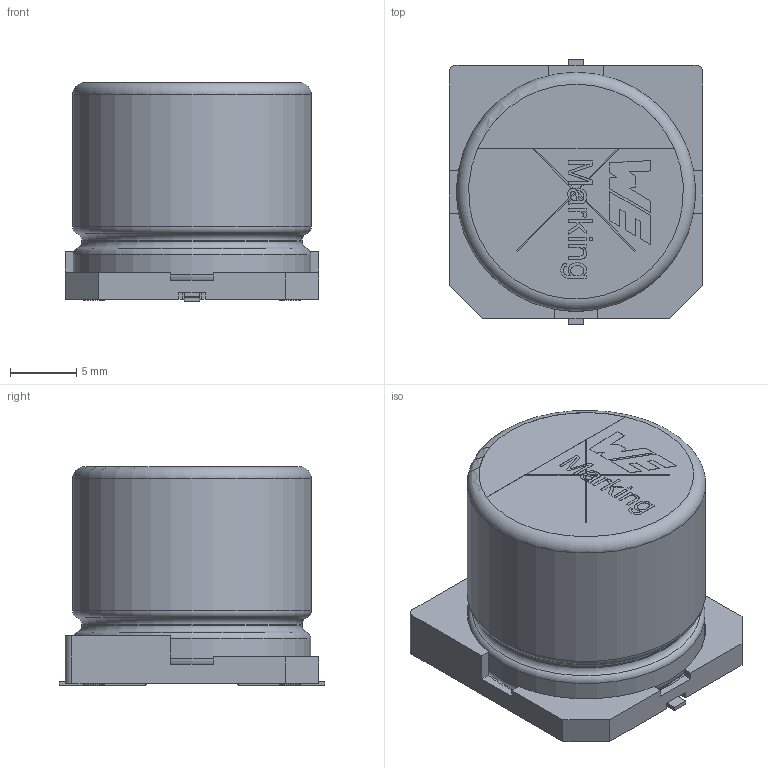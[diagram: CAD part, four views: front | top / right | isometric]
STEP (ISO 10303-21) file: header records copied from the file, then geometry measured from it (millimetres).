
FILE_DESCRIPTION(/* description */ ('Unknown'),/* implementation_level */ '2;1');
FILE_NAME(/* name */ '18x16.5x6.6',/* time_stamp */ '2021-06-24T16:11:47+02:00',/* author */ ('Unknown'),/* organization */ ('Unknown'),/* preprocessor_version */ 'ST-DEVELOPER v16.7',/* originating_system */ 'Solid Edge',/* authorisation */ 'Unknown');
FILE_SCHEMA (('AUTOMOTIVE_DESIGN {1 0 10303 214 3 1 1}'));
Length unit declared in the file: millimetre
Products named in the file (3): 18x16.5x6.6; capicitor_18x16.5x6.6; Base_F18Capacitor
Assembly tree (2 placements, depth 2):
  18x16.5x6.6
    capicitor_18x16.5x6.6
    Base_F18Capacitor
Bounding box: 19.1 x 20 x 16.5 mm (x, y, z)
Volume: 4303.6 mm3; surface area: 2456.3 mm2
Topology: 2 solids, 2 shells, 254 faces, 676 edges, 449 vertices
Faces by surface type: plane 196, cylinder 35, bspline 16, torus 7
Full cylindrical faces by diameter (mm): 1.587 x4, 2.25 x1, 2.61 x1, 4.41 x1, 4.77 x1, 6.57 x1, 10.89 x1, 11.25 x1, 12.6 x1, 16.6 x1, 17.9 x1, 18 x2
Entity records: 10060 total; most frequent: CARTESIAN_POINT 2679, ORIENTED_EDGE 1288, DIRECTION 1071, EDGE_CURVE 644, VERTEX_POINT 441, LINE 409, VECTOR 409, AXIS2_PLACEMENT_3D 331
